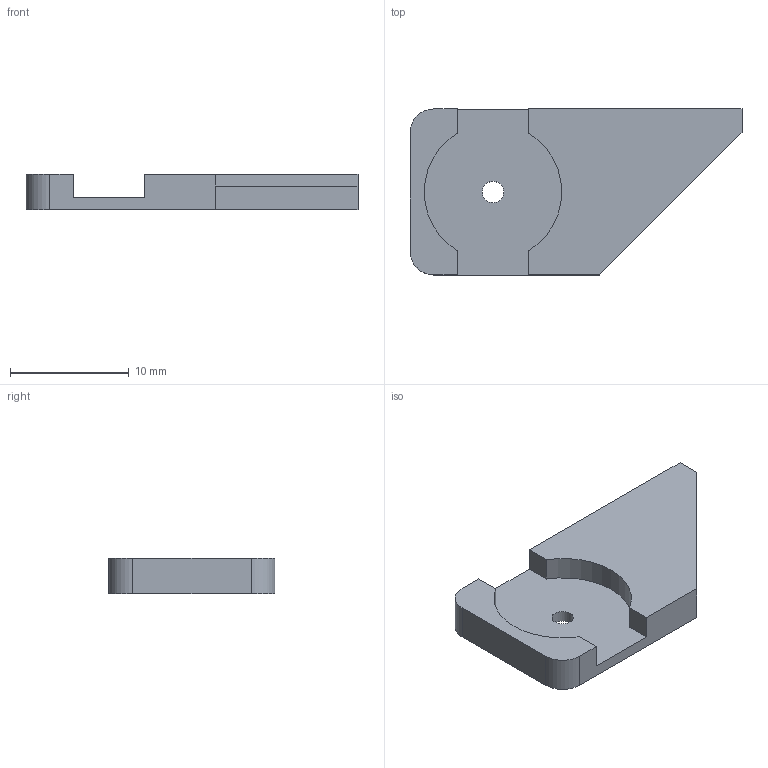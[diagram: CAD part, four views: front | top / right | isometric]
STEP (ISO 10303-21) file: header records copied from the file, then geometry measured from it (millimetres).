
FILE_DESCRIPTION(('FreeCAD Model'),'2;1');
FILE_NAME('corner-holder-single.step','2017-04-08T12:33:40',(''),(''), 'Open CASCADE STEP processor 6.8','FreeCAD','Unknown');
FILE_SCHEMA(('AUTOMOTIVE_DESIGN_CC2 { 1 2 10303 214 -1 1 5 4 }'));
Length unit declared in the file: millimetre
Products named in the file (2): ASSEMBLY; corner-holder-single
Assembly tree (1 placements, depth 2):
  ASSEMBLY
    corner-holder-single
Bounding box: 28 x 14 x 3 mm (x, y, z)
Volume: 561.7 mm3; surface area: 916.9 mm2
Topology: 1 solids, 1 shells, 21 faces, 55 edges, 36 vertices
Faces by surface type: plane 16, cylinder 5
Full cylindrical faces by diameter (mm): 1.8 x1
Entity records: 1405 total; most frequent: CARTESIAN_POINT 238, DIRECTION 217, LINE 143, VECTOR 143, ORIENTED_EDGE 110, PCURVE 110, DEFINITIONAL_REPRESENTATION 110, EDGE_CURVE 55
